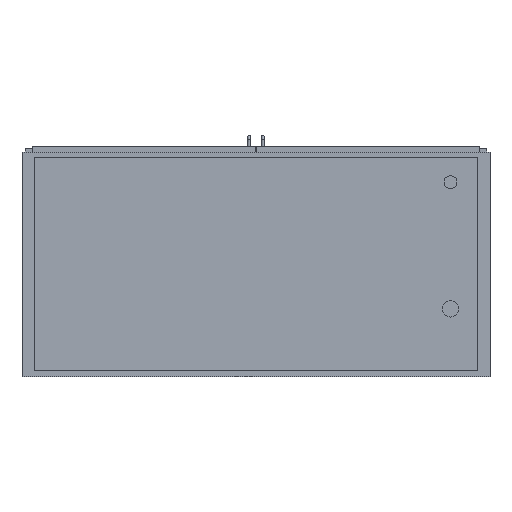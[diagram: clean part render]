
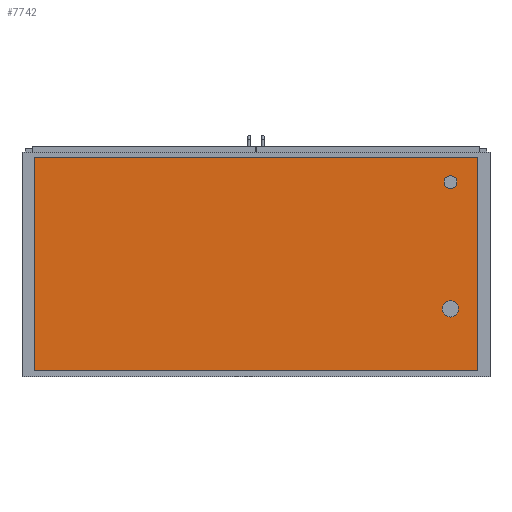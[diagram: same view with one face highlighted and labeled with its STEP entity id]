
A CAD part, front view. The second image highlights one B-rep face of the part: STEP entity #7742.
In plain terms, the highlighted planar face has unit normal (0, -1, 0).
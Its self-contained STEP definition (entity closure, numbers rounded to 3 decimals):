
#84=FACE_BOUND('',#841,.T.);
#85=FACE_BOUND('',#842,.T.);
#105=CIRCLE('',#8274,20.);
#107=CIRCLE('',#8278,25.);
#356=FACE_OUTER_BOUND('',#840,.T.);
#840=EDGE_LOOP('',(#5263,#5264,#5265,#5266));
#841=EDGE_LOOP('',(#5267));
#842=EDGE_LOOP('',(#5268));
#1380=LINE('',#11212,#2360);
#1382=LINE('',#11216,#2362);
#1384=LINE('',#11220,#2364);
#1386=LINE('',#11223,#2366);
#2360=VECTOR('',#9013,10.);
#2362=VECTOR('',#9017,10.);
#2364=VECTOR('',#9021,10.);
#2366=VECTOR('',#9025,10.);
#3294=VERTEX_POINT('',#11138);
#3296=VERTEX_POINT('',#11145);
#3317=VERTEX_POINT('',#11209);
#3318=VERTEX_POINT('',#11211);
#3319=VERTEX_POINT('',#11215);
#3320=VERTEX_POINT('',#11219);
#4039=EDGE_CURVE('',#3294,#3294,#105,.T.);
#4042=EDGE_CURVE('',#3296,#3296,#107,.T.);
#4072=EDGE_CURVE('',#3318,#3317,#1380,.T.);
#4074=EDGE_CURVE('',#3319,#3318,#1382,.T.);
#4076=EDGE_CURVE('',#3320,#3319,#1384,.T.);
#4078=EDGE_CURVE('',#3317,#3320,#1386,.T.);
#5263=ORIENTED_EDGE('',*,*,#4078,.T.);
#5264=ORIENTED_EDGE('',*,*,#4076,.T.);
#5265=ORIENTED_EDGE('',*,*,#4074,.T.);
#5266=ORIENTED_EDGE('',*,*,#4072,.T.);
#5267=ORIENTED_EDGE('',*,*,#4039,.T.);
#5268=ORIENTED_EDGE('',*,*,#4042,.T.);
#7326=PLANE('',#8295);
#7742=ADVANCED_FACE('',(#356,#84,#85),#7326,.T.);
#8274=AXIS2_PLACEMENT_3D('',#11140,#8947,#8948);
#8278=AXIS2_PLACEMENT_3D('',#11147,#8956,#8957);
#8295=AXIS2_PLACEMENT_3D('',#11224,#9026,#9027);
#8947=DIRECTION('center_axis',(0.,1.,0.));
#8948=DIRECTION('ref_axis',(1.,0.,0.));
#8956=DIRECTION('center_axis',(0.,1.,0.));
#8957=DIRECTION('ref_axis',(1.,0.,0.));
#9013=DIRECTION('',(-1.,0.,0.));
#9017=DIRECTION('',(0.,0.,1.));
#9021=DIRECTION('',(1.,0.,0.));
#9025=DIRECTION('',(0.,0.,-1.));
#9026=DIRECTION('center_axis',(0.,-1.,0.));
#9027=DIRECTION('ref_axis',(0.,0.,-1.));
#11138=CARTESIAN_POINT('',(582.5,-370.,255.));
#11140=CARTESIAN_POINT('Origin',(602.5,-370.,255.));
#11145=CARTESIAN_POINT('',(577.5,-370.,-138.));
#11147=CARTESIAN_POINT('Origin',(602.5,-370.,-138.));
#11209=CARTESIAN_POINT('',(-687.5,-370.,330.));
#11211=CARTESIAN_POINT('',(687.5,-370.,330.));
#11212=CARTESIAN_POINT('',(-687.5,-370.,330.));
#11215=CARTESIAN_POINT('',(687.5,-370.,-330.));
#11216=CARTESIAN_POINT('',(687.5,-370.,330.));
#11219=CARTESIAN_POINT('',(-687.5,-370.,-330.));
#11220=CARTESIAN_POINT('',(687.5,-370.,-330.));
#11223=CARTESIAN_POINT('',(-687.5,-370.,-330.));
#11224=CARTESIAN_POINT('Origin',(0.,-370.,0.));
